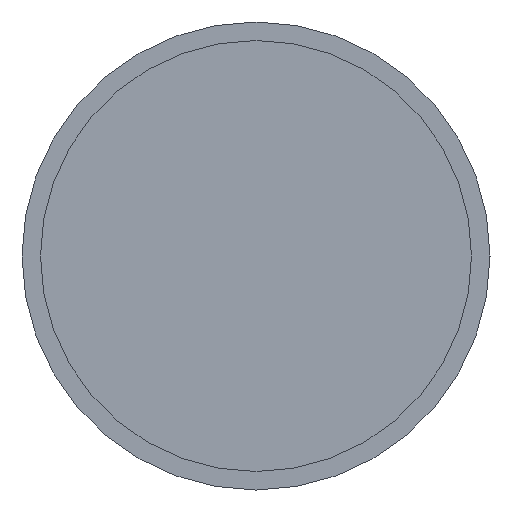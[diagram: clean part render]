
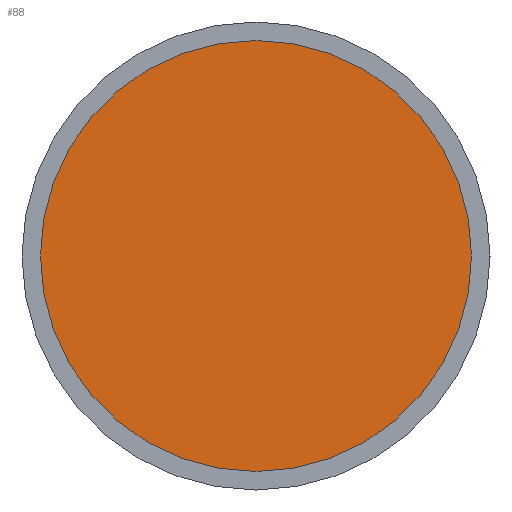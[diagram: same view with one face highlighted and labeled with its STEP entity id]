
A CAD part, left-side view. The second image highlights one B-rep face of the part: STEP entity #88.
In plain terms, the highlighted planar face has unit normal (-1, 0, 0).
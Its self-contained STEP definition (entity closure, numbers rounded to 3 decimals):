
#30 = EDGE_LOOP ( 'NONE', ( #363, #376 ) ) ;
#40 = CARTESIAN_POINT ( 'NONE',  ( 2.5, 0., -17.5 ) ) ;
#42 = AXIS2_PLACEMENT_3D ( 'NONE', #112, #307, #420 ) ;
#68 = VERTEX_POINT ( 'NONE', #487 ) ;
#72 = CARTESIAN_POINT ( 'NONE',  ( 2.5, 0., 0. ) ) ;
#82 = FACE_OUTER_BOUND ( 'NONE', #30, .T. ) ;
#88 = ADVANCED_FACE ( 'NONE', ( #82 ), #219, .T. ) ;
#109 = CIRCLE ( 'NONE', #124, 17.5 ) ;
#112 = CARTESIAN_POINT ( 'NONE',  ( 2.5, 0., 0. ) ) ;
#121 = EDGE_CURVE ( 'NONE', #391, #68, #109, .T. ) ;
#124 = AXIS2_PLACEMENT_3D ( 'NONE', #343, #190, #419 ) ;
#148 = AXIS2_PLACEMENT_3D ( 'NONE', #72, #430, #156 ) ;
#156 = DIRECTION ( 'NONE',  ( 0., 0., 1. ) ) ;
#190 = DIRECTION ( 'NONE',  ( -1., 0., 0. ) ) ;
#219 = PLANE ( 'NONE',  #42 ) ;
#290 = EDGE_CURVE ( 'NONE', #68, #391, #405, .T. ) ;
#307 = DIRECTION ( 'NONE',  ( -1., 0., 0. ) ) ;
#343 = CARTESIAN_POINT ( 'NONE',  ( 2.5, 0., 0. ) ) ;
#363 = ORIENTED_EDGE ( 'NONE', *, *, #290, .T. ) ;
#376 = ORIENTED_EDGE ( 'NONE', *, *, #121, .T. ) ;
#391 = VERTEX_POINT ( 'NONE', #40 ) ;
#405 = CIRCLE ( 'NONE', #148, 17.5 ) ;
#419 = DIRECTION ( 'NONE',  ( 0., 0., 1. ) ) ;
#420 = DIRECTION ( 'NONE',  ( 0., 0., 1. ) ) ;
#430 = DIRECTION ( 'NONE',  ( -1., 0., 0. ) ) ;
#487 = CARTESIAN_POINT ( 'NONE',  ( 2.5, 0., 17.5 ) ) ;
